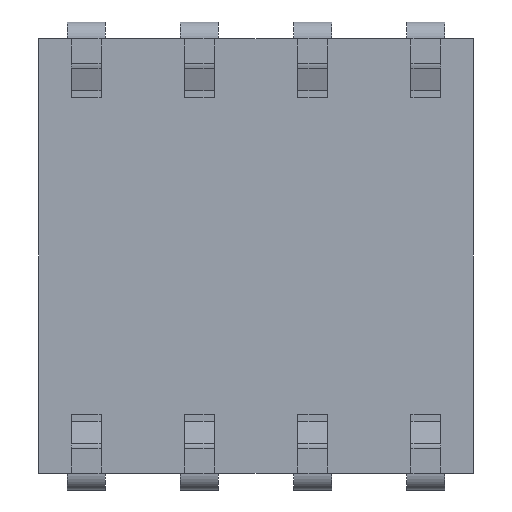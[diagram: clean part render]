
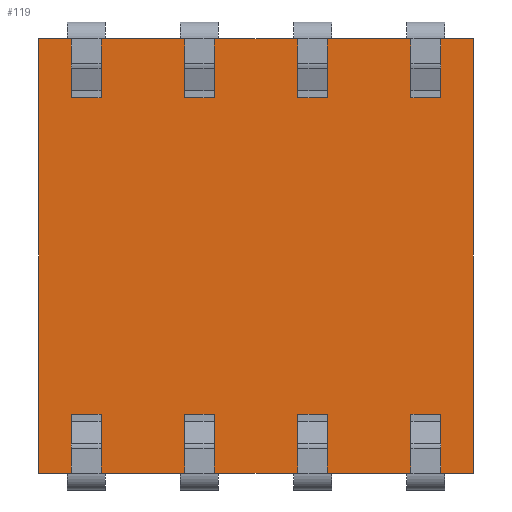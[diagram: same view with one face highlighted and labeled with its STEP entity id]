
A CAD part, front view. The second image highlights one B-rep face of the part: STEP entity #119.
In plain terms, the highlighted planar face has unit normal (0, -1, 0).
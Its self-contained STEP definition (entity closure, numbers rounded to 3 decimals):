
#84 = EDGE_CURVE ( 'NONE', #274, #2936, #1073, .T. ) ;
#119 = ADVANCED_FACE ( 'NONE', ( #1734 ), #3046, .T. ) ;
#153 = DIRECTION ( 'NONE',  ( 0., -1., 0. ) ) ;
#157 = DIRECTION ( 'NONE',  ( 0., 0., -1. ) ) ;
#274 = VERTEX_POINT ( 'NONE', #1960 ) ;
#777 = VECTOR ( 'NONE', #2249, 1000. ) ;
#967 = ORIENTED_EDGE ( 'NONE', *, *, #1101, .F. ) ;
#1073 = LINE ( 'NONE', #3263, #1550 ) ;
#1101 = EDGE_CURVE ( 'NONE', #2936, #3145, #1657, .T. ) ;
#1112 = LINE ( 'NONE', #1656, #2237 ) ;
#1179 = CARTESIAN_POINT ( 'NONE',  ( -5.12, 0., 5.12 ) ) ;
#1284 = ORIENTED_EDGE ( 'NONE', *, *, #1321, .F. ) ;
#1319 = CARTESIAN_POINT ( 'NONE',  ( -5.12, 0., -5.12 ) ) ;
#1321 = EDGE_CURVE ( 'NONE', #3145, #3722, #3128, .T. ) ;
#1441 = CARTESIAN_POINT ( 'NONE',  ( -5.12, 0., 5.12 ) ) ;
#1484 = DIRECTION ( 'NONE',  ( 1., 0., 0. ) ) ;
#1525 = DIRECTION ( 'NONE',  ( -1., 0., 0. ) ) ;
#1550 = VECTOR ( 'NONE', #1525, 1000. ) ;
#1656 = CARTESIAN_POINT ( 'NONE',  ( 5.12, 0., 5.12 ) ) ;
#1657 = LINE ( 'NONE', #3435, #777 ) ;
#1719 = ORIENTED_EDGE ( 'NONE', *, *, #3001, .F. ) ;
#1734 = FACE_OUTER_BOUND ( 'NONE', #2073, .T. ) ;
#1960 = CARTESIAN_POINT ( 'NONE',  ( 5.12, 0., -5.12 ) ) ;
#2073 = EDGE_LOOP ( 'NONE', ( #1719, #1284, #967, #3500 ) ) ;
#2237 = VECTOR ( 'NONE', #157, 1000. ) ;
#2249 = DIRECTION ( 'NONE',  ( 0., 0., 1. ) ) ;
#2459 = DIRECTION ( 'NONE',  ( 0., 0., -1. ) ) ;
#2623 = AXIS2_PLACEMENT_3D ( 'NONE', #3017, #153, #2459 ) ;
#2936 = VERTEX_POINT ( 'NONE', #1319 ) ;
#2991 = VECTOR ( 'NONE', #1484, 1000. ) ;
#3001 = EDGE_CURVE ( 'NONE', #3722, #274, #1112, .T. ) ;
#3017 = CARTESIAN_POINT ( 'NONE',  ( 0., 0., 0. ) ) ;
#3046 = PLANE ( 'NONE',  #2623 ) ;
#3128 = LINE ( 'NONE', #1179, #2991 ) ;
#3145 = VERTEX_POINT ( 'NONE', #1441 ) ;
#3263 = CARTESIAN_POINT ( 'NONE',  ( -5.12, 0., -5.12 ) ) ;
#3366 = CARTESIAN_POINT ( 'NONE',  ( 5.12, 0., 5.12 ) ) ;
#3435 = CARTESIAN_POINT ( 'NONE',  ( -5.12, 0., 5.12 ) ) ;
#3500 = ORIENTED_EDGE ( 'NONE', *, *, #84, .F. ) ;
#3722 = VERTEX_POINT ( 'NONE', #3366 ) ;
